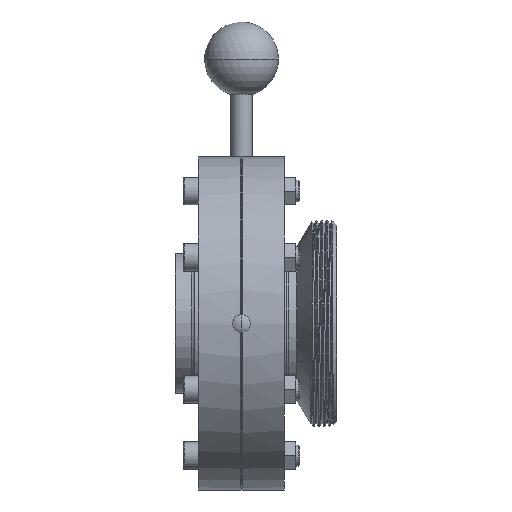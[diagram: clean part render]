
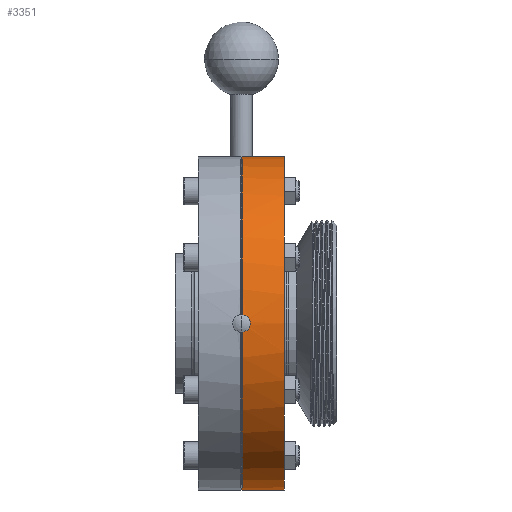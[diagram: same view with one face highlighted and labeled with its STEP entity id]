
A CAD part, front view. The second image highlights one B-rep face of the part: STEP entity #3351.
In plain terms, the highlighted cylindrical face has radius 63 mm (diameter 126 mm), a partial arc.
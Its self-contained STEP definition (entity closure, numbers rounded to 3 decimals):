
#127 = AXIS2_PLACEMENT_3D ( 'NONE', #2363, #2461, #3107 ) ;
#192 = ORIENTED_EDGE ( 'NONE', *, *, #5617, .F. ) ;
#225 = EDGE_CURVE ( 'NONE', #9921, #8190, #7766, .T. ) ;
#498 = CARTESIAN_POINT ( 'NONE',  ( 0.805, -62.963, -2.172 ) ) ;
#558 = CARTESIAN_POINT ( 'NONE',  ( 2.287, -63., -0.278 ) ) ;
#662 = CIRCLE ( 'NONE', #3279, 63. ) ;
#1555 = EDGE_LOOP ( 'NONE', ( #5369, #6973, #3330, #192, #8711, #3390 ) ) ;
#1832 = DIRECTION ( 'NONE',  ( 0., 0., 1. ) ) ;
#2040 = CARTESIAN_POINT ( 'NONE',  ( 1.515, -62.976, 1.736 ) ) ;
#2061 = CARTESIAN_POINT ( 'NONE',  ( 2.237, -62.998, -0.554 ) ) ;
#2104 = CARTESIAN_POINT ( 'NONE',  ( 2.236, -62.998, 0.558 ) ) ;
#2112 = CARTESIAN_POINT ( 'NONE',  ( 0.25, -62.958, -2.286 ) ) ;
#2181 = CARTESIAN_POINT ( 'NONE',  ( 1.294, -62.971, 1.907 ) ) ;
#2363 = CARTESIAN_POINT ( 'NONE',  ( -13.589, 0., 0. ) ) ;
#2461 = DIRECTION ( 'NONE',  ( -1., 0., 0. ) ) ;
#2726 = EDGE_CURVE ( 'NONE', #3309, #6469, #4239, .T. ) ;
#2791 = CARTESIAN_POINT ( 'NONE',  ( 1.806, -62.984, 1.431 ) ) ;
#2926 = B_SPLINE_CURVE_WITH_KNOTS ( 'NONE', 3,
 ( #6349, #5558, #8731, #9077, #2181, #2040, #3679, #2791, #2946, #5074, #6862, #4343, #2104, #6713, #6811, #9193, #558, #2061, #7503, #4386, #9865, #7463, #9101, #498, #9814, #4440 ),
 .UNSPECIFIED., .F., .F.,
 ( 4, 2, 2, 2, 2, 2, 2, 2, 2, 2, 2, 2, 4 ),
 ( 0., 0.001, 0.001, 0.002, 0.002, 0.003, 0.003, 0.003, 0.004, 0.004, 0.005, 0.006, 0.007 ),
 .UNSPECIFIED. ) ;
#2946 = CARTESIAN_POINT ( 'NONE',  ( 1.889, -62.986, 1.319 ) ) ;
#3107 = DIRECTION ( 'NONE',  ( 0., 0., 1. ) ) ;
#3279 = AXIS2_PLACEMENT_3D ( 'NONE', #3862, #7832, #4007 ) ;
#3309 = VERTEX_POINT ( 'NONE', #9103 ) ;
#3330 = ORIENTED_EDGE ( 'NONE', *, *, #225, .T. ) ;
#3351 = ADVANCED_FACE ( 'NONE', ( #3839 ), #9348, .T. ) ;
#3390 = ORIENTED_EDGE ( 'NONE', *, *, #5634, .F. ) ;
#3468 = CARTESIAN_POINT ( 'NONE',  ( -13.589, 0., -63. ) ) ;
#3679 = CARTESIAN_POINT ( 'NONE',  ( 1.619, -62.979, 1.64 ) ) ;
#3696 = EDGE_CURVE ( 'NONE', #6316, #4913, #2926, .T. ) ;
#3774 = CIRCLE ( 'NONE', #5758, 63. ) ;
#3839 = FACE_OUTER_BOUND ( 'NONE', #1555, .T. ) ;
#3862 = CARTESIAN_POINT ( 'NONE',  ( 0.25, 0., 0. ) ) ;
#4007 = DIRECTION ( 'NONE',  ( 0., 0., 1. ) ) ;
#4239 = LINE ( 'NONE', #3468, #5030 ) ;
#4257 = CARTESIAN_POINT ( 'NONE',  ( 16.25, 0., 0. ) ) ;
#4343 = CARTESIAN_POINT ( 'NONE',  ( 2.198, -62.996, 0.692 ) ) ;
#4386 = CARTESIAN_POINT ( 'NONE',  ( 2.049, -62.991, -1.081 ) ) ;
#4440 = CARTESIAN_POINT ( 'NONE',  ( 0.25, -62.958, -2.286 ) ) ;
#4835 = CARTESIAN_POINT ( 'NONE',  ( 0.25, 0., 63. ) ) ;
#4853 = CARTESIAN_POINT ( 'NONE',  ( 0.25, 0., 0. ) ) ;
#4913 = VERTEX_POINT ( 'NONE', #2112 ) ;
#5030 = VECTOR ( 'NONE', #9905, 1000. ) ;
#5074 = CARTESIAN_POINT ( 'NONE',  ( 2.035, -62.991, 1.081 ) ) ;
#5369 = ORIENTED_EDGE ( 'NONE', *, *, #2726, .F. ) ;
#5558 = CARTESIAN_POINT ( 'NONE',  ( 0.531, -62.96, 2.256 ) ) ;
#5576 = CARTESIAN_POINT ( 'NONE',  ( 16.25, 0., 63. ) ) ;
#5617 = EDGE_CURVE ( 'NONE', #6316, #8190, #3774, .T. ) ;
#5634 = EDGE_CURVE ( 'NONE', #6469, #4913, #662, .T. ) ;
#5758 = AXIS2_PLACEMENT_3D ( 'NONE', #4853, #7947, #8718 ) ;
#6160 = EDGE_CURVE ( 'NONE', #3309, #9921, #7755, .T. ) ;
#6316 = VERTEX_POINT ( 'NONE', #8670 ) ;
#6349 = CARTESIAN_POINT ( 'NONE',  ( 0.25, -62.958, 2.286 ) ) ;
#6359 = CARTESIAN_POINT ( 'NONE',  ( 0.25, 0., -63. ) ) ;
#6451 = DIRECTION ( 'NONE',  ( -1., 0., 0. ) ) ;
#6469 = VERTEX_POINT ( 'NONE', #6359 ) ;
#6713 = CARTESIAN_POINT ( 'NONE',  ( 2.287, -63., 0.282 ) ) ;
#6811 = CARTESIAN_POINT ( 'NONE',  ( 2.3, -63., 0.14 ) ) ;
#6862 = CARTESIAN_POINT ( 'NONE',  ( 2.098, -62.993, 0.953 ) ) ;
#6973 = ORIENTED_EDGE ( 'NONE', *, *, #6160, .T. ) ;
#7463 = CARTESIAN_POINT ( 'NONE',  ( 1.528, -62.976, -1.742 ) ) ;
#7503 = CARTESIAN_POINT ( 'NONE',  ( 2.198, -62.996, -0.69 ) ) ;
#7592 = AXIS2_PLACEMENT_3D ( 'NONE', #4257, #6451, #1832 ) ;
#7660 = DIRECTION ( 'NONE',  ( -1., 0., 0. ) ) ;
#7755 = CIRCLE ( 'NONE', #7592, 63. ) ;
#7766 = LINE ( 'NONE', #10121, #9365 ) ;
#7832 = DIRECTION ( 'NONE',  ( -1., 0., 0. ) ) ;
#7947 = DIRECTION ( 'NONE',  ( -1., 0., 0. ) ) ;
#8190 = VERTEX_POINT ( 'NONE', #4835 ) ;
#8670 = CARTESIAN_POINT ( 'NONE',  ( 0.25, -62.958, 2.286 ) ) ;
#8711 = ORIENTED_EDGE ( 'NONE', *, *, #3696, .T. ) ;
#8718 = DIRECTION ( 'NONE',  ( 0., 0., 1. ) ) ;
#8731 = CARTESIAN_POINT ( 'NONE',  ( 0.8, -62.963, 2.175 ) ) ;
#9077 = CARTESIAN_POINT ( 'NONE',  ( 1.176, -62.969, 1.982 ) ) ;
#9101 = CARTESIAN_POINT ( 'NONE',  ( 1.301, -62.971, -1.917 ) ) ;
#9103 = CARTESIAN_POINT ( 'NONE',  ( 16.25, 0., -63. ) ) ;
#9193 = CARTESIAN_POINT ( 'NONE',  ( 2.3, -63., -0.139 ) ) ;
#9348 = CYLINDRICAL_SURFACE ( 'NONE', #127, 63. ) ;
#9365 = VECTOR ( 'NONE', #7660, 1000. ) ;
#9814 = CARTESIAN_POINT ( 'NONE',  ( 0.531, -62.96, -2.256 ) ) ;
#9865 = CARTESIAN_POINT ( 'NONE',  ( 1.9, -62.986, -1.326 ) ) ;
#9905 = DIRECTION ( 'NONE',  ( -1., 0., 0. ) ) ;
#9921 = VERTEX_POINT ( 'NONE', #5576 ) ;
#10121 = CARTESIAN_POINT ( 'NONE',  ( -13.589, 0., 63. ) ) ;
